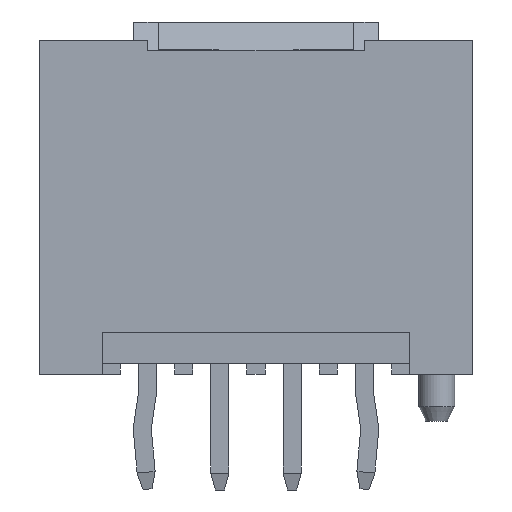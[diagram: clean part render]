
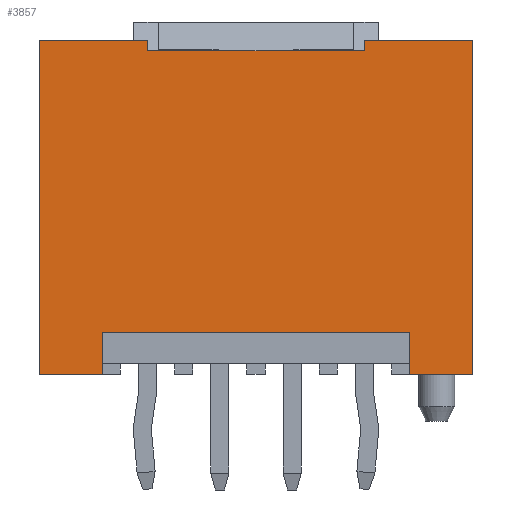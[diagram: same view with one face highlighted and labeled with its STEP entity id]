
A CAD part, front view. The second image highlights one B-rep face of the part: STEP entity #3857.
In plain terms, the highlighted planar face has unit normal (0, -1, 0).
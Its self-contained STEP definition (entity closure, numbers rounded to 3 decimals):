
#205=FACE_OUTER_BOUND('',#410,.T.);
#410=EDGE_LOOP('',(#3163,#3164,#3165,#3166,#3167,#3168,#3169,#3170,#3171,
#3172,#3173,#3174));
#577=LINE('',#5316,#1108);
#583=LINE('',#5328,#1114);
#617=LINE('',#5396,#1148);
#624=LINE('',#5409,#1155);
#804=LINE('',#5768,#1335);
#836=LINE('',#5838,#1367);
#844=LINE('',#5853,#1375);
#855=LINE('',#5874,#1386);
#871=LINE('',#5911,#1402);
#879=LINE('',#5926,#1410);
#900=LINE('',#5971,#1431);
#901=LINE('',#5973,#1432);
#1108=VECTOR('',#4341,6.);
#1114=VECTOR('',#4349,0.3);
#1148=VECTOR('',#4391,3.);
#1155=VECTOR('',#4400,3.);
#1335=VECTOR('',#4722,0.3);
#1367=VECTOR('',#4776,1.15);
#1375=VECTOR('',#4788,1.75);
#1386=VECTOR('',#4809,9.25);
#1402=VECTOR('',#4835,1.15);
#1410=VECTOR('',#4845,1.75);
#1431=VECTOR('',#4880,8.5);
#1432=VECTOR('',#4883,9.25);
#1599=VERTEX_POINT('',#5314);
#1600=VERTEX_POINT('',#5315);
#1605=VERTEX_POINT('',#5326);
#1634=VERTEX_POINT('',#5393);
#1635=VERTEX_POINT('',#5395);
#1640=VERTEX_POINT('',#5407);
#1774=VERTEX_POINT('',#5836);
#1775=VERTEX_POINT('',#5837);
#1780=VERTEX_POINT('',#5852);
#1800=VERTEX_POINT('',#5909);
#1801=VERTEX_POINT('',#5910);
#1807=VERTEX_POINT('',#5924);
#1987=EDGE_CURVE('',#1599,#1600,#577,.T.);
#1993=EDGE_CURVE('',#1605,#1599,#583,.T.);
#2027=EDGE_CURVE('',#1634,#1635,#617,.T.);
#2034=EDGE_CURVE('',#1640,#1605,#624,.T.);
#2214=EDGE_CURVE('',#1634,#1600,#804,.T.);
#2246=EDGE_CURVE('',#1774,#1775,#836,.T.);
#2254=EDGE_CURVE('',#1780,#1775,#844,.T.);
#2266=EDGE_CURVE('',#1640,#1780,#855,.T.);
#2282=EDGE_CURVE('',#1800,#1801,#871,.T.);
#2290=EDGE_CURVE('',#1801,#1807,#879,.T.);
#2311=EDGE_CURVE('',#1774,#1800,#900,.T.);
#2312=EDGE_CURVE('',#1635,#1807,#901,.T.);
#3163=ORIENTED_EDGE('',*,*,#2311,.T.);
#3164=ORIENTED_EDGE('',*,*,#2282,.T.);
#3165=ORIENTED_EDGE('',*,*,#2290,.T.);
#3166=ORIENTED_EDGE('',*,*,#2312,.F.);
#3167=ORIENTED_EDGE('',*,*,#2027,.F.);
#3168=ORIENTED_EDGE('',*,*,#2214,.T.);
#3169=ORIENTED_EDGE('',*,*,#1987,.F.);
#3170=ORIENTED_EDGE('',*,*,#1993,.F.);
#3171=ORIENTED_EDGE('',*,*,#2034,.F.);
#3172=ORIENTED_EDGE('',*,*,#2266,.T.);
#3173=ORIENTED_EDGE('',*,*,#2254,.T.);
#3174=ORIENTED_EDGE('',*,*,#2246,.F.);
#3656=PLANE('',#4081);
#3857=ADVANCED_FACE('',(#205),#3656,.T.);
#4081=AXIS2_PLACEMENT_3D('',#5972,#4881,#4882);
#4341=DIRECTION('',(1.,0.,0.));
#4349=DIRECTION('',(0.,0.,-1.));
#4391=DIRECTION('',(1.,0.,0.));
#4400=DIRECTION('',(1.,0.,0.));
#4722=DIRECTION('',(0.,0.,-1.));
#4776=DIRECTION('',(0.,0.,-1.));
#4788=DIRECTION('',(1.,0.,0.));
#4809=DIRECTION('',(0.,0.,-1.));
#4835=DIRECTION('',(0.,0.,-1.));
#4845=DIRECTION('',(1.,0.,0.));
#4880=DIRECTION('',(1.,0.,0.));
#4881=DIRECTION('center_axis',(0.,-1.,0.));
#4882=DIRECTION('ref_axis',(0.,0.,-1.));
#4883=DIRECTION('',(0.,0.,-1.));
#5314=CARTESIAN_POINT('',(-3.,-2.9,8.95));
#5315=CARTESIAN_POINT('',(3.,-2.9,8.95));
#5316=CARTESIAN_POINT('',(-3.,-2.9,8.95));
#5326=CARTESIAN_POINT('',(-3.,-2.9,9.25));
#5328=CARTESIAN_POINT('',(-3.,-2.9,9.25));
#5393=CARTESIAN_POINT('',(3.,-2.9,9.25));
#5395=CARTESIAN_POINT('',(6.,-2.9,9.25));
#5396=CARTESIAN_POINT('',(3.,-2.9,9.25));
#5407=CARTESIAN_POINT('',(-6.,-2.9,9.25));
#5409=CARTESIAN_POINT('',(-6.,-2.9,9.25));
#5768=CARTESIAN_POINT('',(3.,-2.9,9.25));
#5836=CARTESIAN_POINT('',(-4.25,-2.9,1.15));
#5837=CARTESIAN_POINT('',(-4.25,-2.9,0.));
#5838=CARTESIAN_POINT('',(-4.25,-2.9,1.15));
#5852=CARTESIAN_POINT('',(-6.,-2.9,0.));
#5853=CARTESIAN_POINT('',(-6.,-2.9,0.));
#5874=CARTESIAN_POINT('',(-6.,-2.9,9.25));
#5909=CARTESIAN_POINT('',(4.25,-2.9,1.15));
#5910=CARTESIAN_POINT('',(4.25,-2.9,0.));
#5911=CARTESIAN_POINT('',(4.25,-2.9,1.15));
#5924=CARTESIAN_POINT('',(6.,-2.9,0.));
#5926=CARTESIAN_POINT('',(4.25,-2.9,0.));
#5971=CARTESIAN_POINT('',(-4.25,-2.9,1.15));
#5972=CARTESIAN_POINT('Origin',(-6.,-2.9,9.25));
#5973=CARTESIAN_POINT('',(6.,-2.9,9.25));
